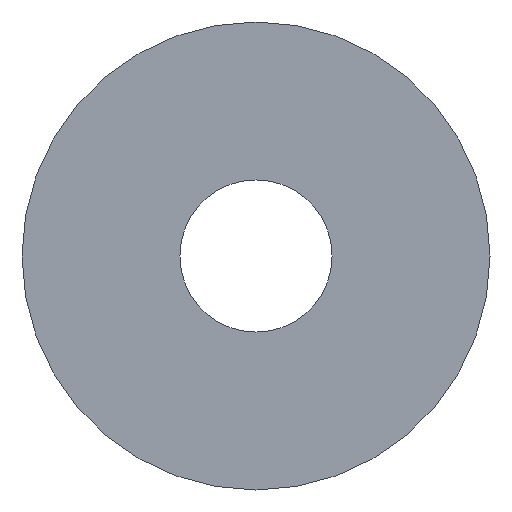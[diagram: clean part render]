
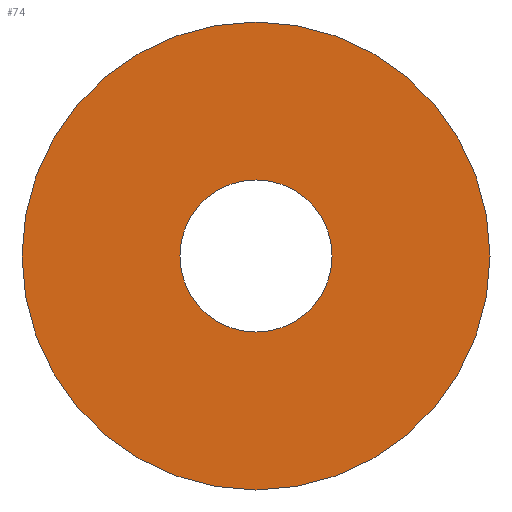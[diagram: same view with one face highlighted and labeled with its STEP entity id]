
A CAD part, left-side view. The second image highlights one B-rep face of the part: STEP entity #74.
In plain terms, the highlighted planar face has unit normal (-1, 0, 0).
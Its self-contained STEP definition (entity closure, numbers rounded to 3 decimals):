
#1 = CARTESIAN_POINT ( 'NONE',  ( -8., -40., 0. ) ) ;
#15 = DIRECTION ( 'NONE',  ( 1., 0., 0. ) ) ;
#21 = EDGE_CURVE ( 'NONE', #87, #87, #40, .T. ) ;
#28 = FACE_BOUND ( 'NONE', #220, .T. ) ;
#40 = CIRCLE ( 'NONE', #230, 40. ) ;
#47 = AXIS2_PLACEMENT_3D ( 'NONE', #132, #169, #191 ) ;
#62 = DIRECTION ( 'NONE',  ( -1., 0., 0. ) ) ;
#74 = ADVANCED_FACE ( 'NONE', ( #28, #238 ), #247, .F. ) ;
#80 = EDGE_CURVE ( 'NONE', #171, #171, #159, .T. ) ;
#81 = EDGE_LOOP ( 'NONE', ( #85 ) ) ;
#85 = ORIENTED_EDGE ( 'NONE', *, *, #21, .T. ) ;
#87 = VERTEX_POINT ( 'NONE', #1 ) ;
#106 = ORIENTED_EDGE ( 'NONE', *, *, #80, .F. ) ;
#116 = CARTESIAN_POINT ( 'NONE',  ( -8., 13., 0. ) ) ;
#130 = DIRECTION ( 'NONE',  ( 0., 1., 0. ) ) ;
#132 = CARTESIAN_POINT ( 'NONE',  ( -8., 0., 0. ) ) ;
#140 = AXIS2_PLACEMENT_3D ( 'NONE', #116, #15, #130 ) ;
#142 = DIRECTION ( 'NONE',  ( 0., -1., 0. ) ) ;
#159 = CIRCLE ( 'NONE', #47, 13. ) ;
#160 = CARTESIAN_POINT ( 'NONE',  ( -8., 0., 0. ) ) ;
#169 = DIRECTION ( 'NONE',  ( -1., 0., 0. ) ) ;
#171 = VERTEX_POINT ( 'NONE', #234 ) ;
#191 = DIRECTION ( 'NONE',  ( 0., -1., 0. ) ) ;
#220 = EDGE_LOOP ( 'NONE', ( #106 ) ) ;
#230 = AXIS2_PLACEMENT_3D ( 'NONE', #160, #62, #142 ) ;
#234 = CARTESIAN_POINT ( 'NONE',  ( -8., -13., 0. ) ) ;
#238 = FACE_OUTER_BOUND ( 'NONE', #81, .T. ) ;
#247 = PLANE ( 'NONE',  #140 ) ;
